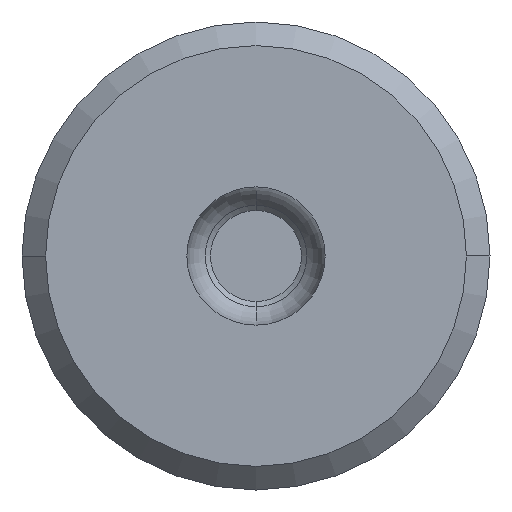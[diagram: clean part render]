
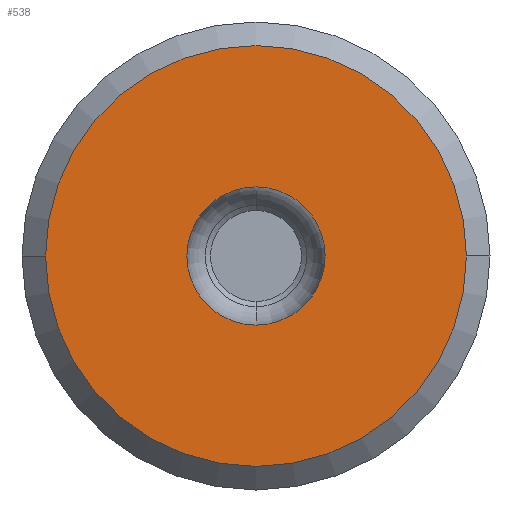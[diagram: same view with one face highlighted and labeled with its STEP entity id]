
A CAD part, front view. The second image highlights one B-rep face of the part: STEP entity #538.
In plain terms, the highlighted planar face has unit normal (0, -1, 0).
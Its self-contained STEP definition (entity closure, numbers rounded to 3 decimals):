
#22 = DIRECTION ( 'NONE',  ( 0., 1., 0. ) ) ;
#41 = FACE_BOUND ( 'NONE', #287, .T. ) ;
#48 = AXIS2_PLACEMENT_3D ( 'NONE', #677, #318, #980 ) ;
#139 = ORIENTED_EDGE ( 'NONE', *, *, #340, .T. ) ;
#151 = DIRECTION ( 'NONE',  ( 0., 1., 0. ) ) ;
#229 = DIRECTION ( 'NONE',  ( 0., 1., 0. ) ) ;
#239 = AXIS2_PLACEMENT_3D ( 'NONE', #301, #22, #267 ) ;
#265 = EDGE_CURVE ( 'NONE', #727, #591, #773, .T. ) ;
#267 = DIRECTION ( 'NONE',  ( -1., 0., 0. ) ) ;
#271 = CARTESIAN_POINT ( 'NONE',  ( 0., 3.85, -2.2 ) ) ;
#284 = PLANE ( 'NONE',  #648 ) ;
#286 = AXIS2_PLACEMENT_3D ( 'NONE', #798, #229, #304 ) ;
#287 = EDGE_LOOP ( 'NONE', ( #139, #1066 ) ) ;
#289 = DIRECTION ( 'NONE',  ( 0., 1., 0. ) ) ;
#301 = CARTESIAN_POINT ( 'NONE',  ( 0., 3.85, 0. ) ) ;
#304 = DIRECTION ( 'NONE',  ( -1., 0., 0. ) ) ;
#306 = AXIS2_PLACEMENT_3D ( 'NONE', #471, #289, #644 ) ;
#318 = DIRECTION ( 'NONE',  ( 0., 1., 0. ) ) ;
#332 = ORIENTED_EDGE ( 'NONE', *, *, #265, .F. ) ;
#340 = EDGE_CURVE ( 'NONE', #355, #670, #465, .T. ) ;
#355 = VERTEX_POINT ( 'NONE', #693 ) ;
#361 = CIRCLE ( 'NONE', #306, 2.2 ) ;
#383 = EDGE_LOOP ( 'NONE', ( #531, #332 ) ) ;
#465 = CIRCLE ( 'NONE', #239, 2.2 ) ;
#471 = CARTESIAN_POINT ( 'NONE',  ( 0., 3.85, 0. ) ) ;
#489 = CARTESIAN_POINT ( 'NONE',  ( 6.7, 3.85, 0. ) ) ;
#502 = EDGE_CURVE ( 'NONE', #670, #355, #361, .T. ) ;
#522 = CIRCLE ( 'NONE', #48, 6.7 ) ;
#531 = ORIENTED_EDGE ( 'NONE', *, *, #605, .F. ) ;
#538 = ADVANCED_FACE ( 'NONE', ( #716, #41 ), #284, .F. ) ;
#591 = VERTEX_POINT ( 'NONE', #913 ) ;
#593 = CARTESIAN_POINT ( 'NONE',  ( 2.2, 3.85, 0. ) ) ;
#605 = EDGE_CURVE ( 'NONE', #591, #727, #522, .T. ) ;
#644 = DIRECTION ( 'NONE',  ( -1., 0., 0. ) ) ;
#648 = AXIS2_PLACEMENT_3D ( 'NONE', #593, #151, #763 ) ;
#670 = VERTEX_POINT ( 'NONE', #271 ) ;
#677 = CARTESIAN_POINT ( 'NONE',  ( 0., 3.85, 0. ) ) ;
#693 = CARTESIAN_POINT ( 'NONE',  ( 0., 3.85, 2.2 ) ) ;
#716 = FACE_OUTER_BOUND ( 'NONE', #383, .T. ) ;
#727 = VERTEX_POINT ( 'NONE', #489 ) ;
#763 = DIRECTION ( 'NONE',  ( -1., 0., 0. ) ) ;
#773 = CIRCLE ( 'NONE', #286, 6.7 ) ;
#798 = CARTESIAN_POINT ( 'NONE',  ( 0., 3.85, 0. ) ) ;
#913 = CARTESIAN_POINT ( 'NONE',  ( -6.7, 3.85, 0. ) ) ;
#980 = DIRECTION ( 'NONE',  ( -1., 0., 0. ) ) ;
#1066 = ORIENTED_EDGE ( 'NONE', *, *, #502, .T. ) ;
